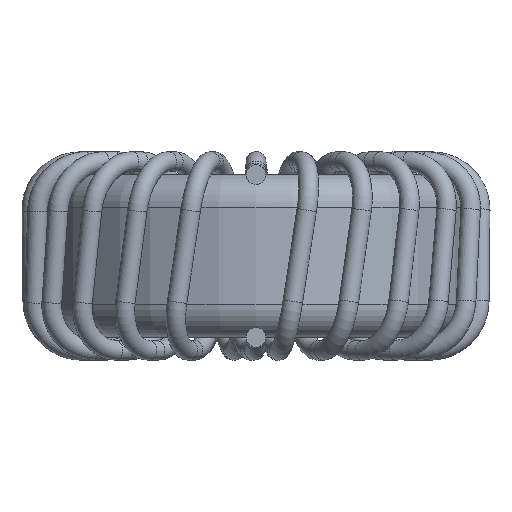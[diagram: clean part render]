
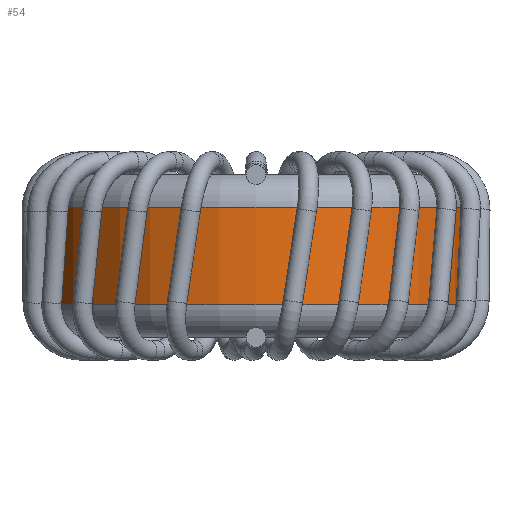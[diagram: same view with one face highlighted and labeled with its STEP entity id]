
A CAD part, left-side view. The second image highlights one B-rep face of the part: STEP entity #54.
In plain terms, the highlighted cylindrical face has radius 6.5 mm (diameter 13 mm), a full revolution.
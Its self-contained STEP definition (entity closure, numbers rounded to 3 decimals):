
#21 = EDGE_CURVE('',#22,#22,#24,.T.);
#22 = VERTEX_POINT('',#23);
#23 = CARTESIAN_POINT('',(1.708,5.001,1.792)
  );
#24 = CIRCLE('',#25,6.5);
#25 = AXIS2_PLACEMENT_3D('',#26,#27,#28);
#26 = CARTESIAN_POINT('',(8.208,5.001,1.792)
  );
#27 = DIRECTION('',(0.,0.,-1.));
#28 = DIRECTION('',(-1.,0.,0.));
#54 = ADVANCED_FACE('',(#55),#73,.T.);
#55 = FACE_BOUND('',#56,.T.);
#56 = EDGE_LOOP('',(#57,#66,#71,#72));
#57 = ORIENTED_EDGE('',*,*,#58,.T.);
#58 = EDGE_CURVE('',#59,#59,#61,.T.);
#59 = VERTEX_POINT('',#60);
#60 = CARTESIAN_POINT('',(1.708,5.001,4.792)
  );
#61 = CIRCLE('',#62,6.5);
#62 = AXIS2_PLACEMENT_3D('',#63,#64,#65);
#63 = CARTESIAN_POINT('',(8.208,5.001,4.792)
  );
#64 = DIRECTION('',(0.,0.,-1.));
#65 = DIRECTION('',(-1.,0.,0.));
#66 = ORIENTED_EDGE('',*,*,#67,.T.);
#67 = EDGE_CURVE('',#59,#22,#68,.T.);
#68 = B_SPLINE_CURVE_WITH_KNOTS('',1,(#69,#70),.UNSPECIFIED.,.F.,.F.,(2,
    2),(0.,3.),.PIECEWISE_BEZIER_KNOTS.);
#69 = CARTESIAN_POINT('',(1.708,5.001,4.792)
  );
#70 = CARTESIAN_POINT('',(1.708,5.001,1.792)
  );
#71 = ORIENTED_EDGE('',*,*,#21,.F.);
#72 = ORIENTED_EDGE('',*,*,#67,.F.);
#73 = CYLINDRICAL_SURFACE('',#74,6.5);
#74 = AXIS2_PLACEMENT_3D('',#75,#76,#77);
#75 = CARTESIAN_POINT('',(8.208,5.001,4.792)
  );
#76 = DIRECTION('',(0.,0.,-1.));
#77 = DIRECTION('',(-1.,0.,0.));
